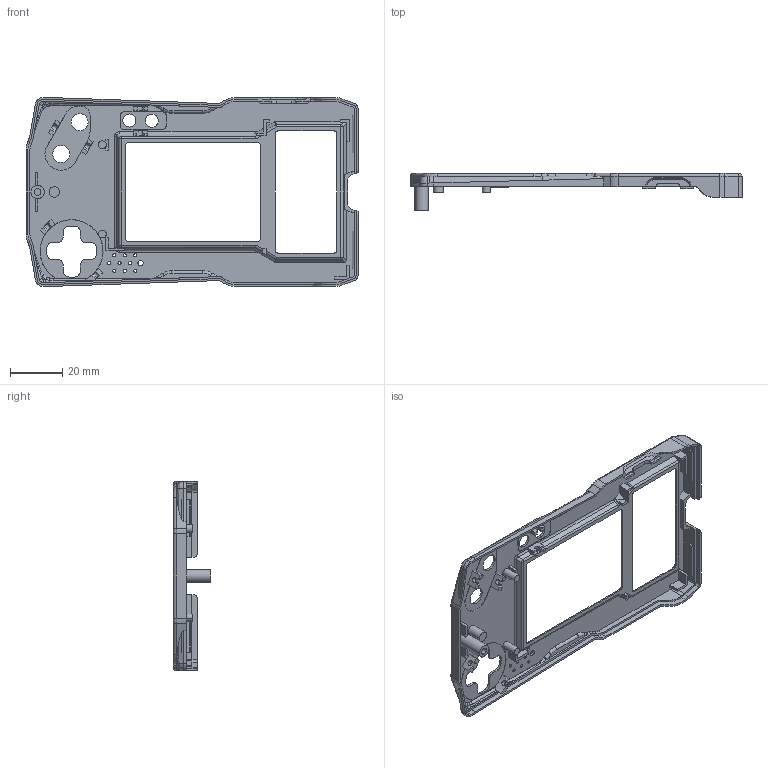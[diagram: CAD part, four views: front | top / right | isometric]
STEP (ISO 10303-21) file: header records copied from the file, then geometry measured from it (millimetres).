
FILE_DESCRIPTION(/* description */ (''),/* implementation_level */ '2;1');
FILE_NAME(/* name */ 'uCrit Air-kawaii mecha case-DVS-top-v21.step',/* time_stamp */ '2025-05-27T19:58:19-06:00',/* author */ (''),/* organization */ (''),/* preprocessor_version */ 'ST-DEVELOPER v20.1',/* originating_system */ 'Autodesk Translation Framework v14.4.0.0',/* authorisation */ '');
FILE_SCHEMA (('AUTOMOTIVE_DESIGN { 1 0 10303 214 3 1 1 }'));
Length unit declared in the file: millimetre
Products named in the file (1): uCrit Air-kawaii mecha case-DVS-top
Bounding box: 126.5 x 14.1 x 72 mm (x, y, z)
Volume: 8071.8 mm3; surface area: 17214.1 mm2
Topology: 1 solids, 1 shells, 664 faces, 1829 edges, 1180 vertices
Faces by surface type: plane 331, cylinder 178, bspline 125, torus 20, sphere 6, cone 4
Full cylindrical faces by diameter (mm): 1.2 x9, 2 x1, 2.5 x1, 3 x1, 4 x1, 5 x2, 5.002 x1, 6.464 x1, 6.502 x1
Entity records: 24559 total; most frequent: CARTESIAN_POINT 7981, ORIENTED_EDGE 3658, DIRECTION 3191, EDGE_CURVE 1829, VERTEX_POINT 1180, LINE 1089, VECTOR 1089, AXIS2_PLACEMENT_3D 1051
